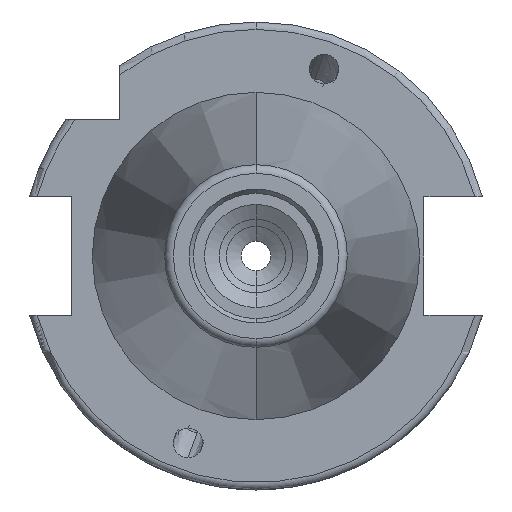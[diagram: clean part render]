
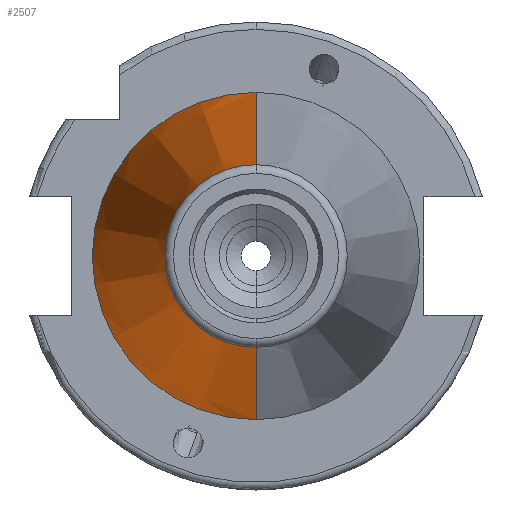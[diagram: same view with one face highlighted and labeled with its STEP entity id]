
A CAD part, left-side view. The second image highlights one B-rep face of the part: STEP entity #2507.
In plain terms, the highlighted conical face has half-angle 8.297 degrees and reference radius 22.225 mm.
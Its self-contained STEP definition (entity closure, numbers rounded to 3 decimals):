
#173 = DIRECTION ( 'NONE',  ( 0., 0., -1. ) ) ;
#216 = CONICAL_SURFACE ( 'NONE', #4276, 22.225, 0.145 ) ;
#323 = VERTEX_POINT ( 'NONE', #2505 ) ;
#334 = FACE_OUTER_BOUND ( 'NONE', #4203, .T. ) ;
#498 = VERTEX_POINT ( 'NONE', #3547 ) ;
#625 = DIRECTION ( 'NONE',  ( -1., 0., 0. ) ) ;
#657 = DIRECTION ( 'NONE',  ( 0.99, 0., -0.144 ) ) ;
#889 = AXIS2_PLACEMENT_3D ( 'NONE', #3062, #625, #3468 ) ;
#1064 = CIRCLE ( 'NONE', #4228, 12.4 ) ;
#1089 = CARTESIAN_POINT ( 'NONE',  ( 0., 0., -22.225 ) ) ;
#1212 = ORIENTED_EDGE ( 'NONE', *, *, #4476, .F. ) ;
#1278 = EDGE_CURVE ( 'NONE', #1633, #3245, #2387, .T. ) ;
#1633 = VERTEX_POINT ( 'NONE', #3342 ) ;
#1641 = LINE ( 'NONE', #2972, #3672 ) ;
#2152 = CARTESIAN_POINT ( 'NONE',  ( -67.373, 0., 0. ) ) ;
#2387 = LINE ( 'NONE', #5136, #3493 ) ;
#2505 = CARTESIAN_POINT ( 'NONE',  ( -67.373, 0., 12.4 ) ) ;
#2507 = ADVANCED_FACE ( 'NONE', ( #334 ), #216, .T. ) ;
#2547 = DIRECTION ( 'NONE',  ( 0., 0., 1. ) ) ;
#2559 = EDGE_CURVE ( 'NONE', #498, #3245, #3463, .T. ) ;
#2580 = ORIENTED_EDGE ( 'NONE', *, *, #3025, .T. ) ;
#2650 = ORIENTED_EDGE ( 'NONE', *, *, #2559, .T. ) ;
#2972 = CARTESIAN_POINT ( 'NONE',  ( 0., 0., 22.225 ) ) ;
#3024 = DIRECTION ( 'NONE',  ( 1., 0., 0. ) ) ;
#3025 = EDGE_CURVE ( 'NONE', #323, #498, #1641, .T. ) ;
#3062 = CARTESIAN_POINT ( 'NONE',  ( 0., 0., 0. ) ) ;
#3245 = VERTEX_POINT ( 'NONE', #1089 ) ;
#3342 = CARTESIAN_POINT ( 'NONE',  ( -67.373, 0., -12.4 ) ) ;
#3463 = CIRCLE ( 'NONE', #889, 22.225 ) ;
#3468 = DIRECTION ( 'NONE',  ( 0., 0., 1. ) ) ;
#3493 = VECTOR ( 'NONE', #657, 1000. ) ;
#3547 = CARTESIAN_POINT ( 'NONE',  ( 0., 0., 22.225 ) ) ;
#3672 = VECTOR ( 'NONE', #3791, 1000. ) ;
#3791 = DIRECTION ( 'NONE',  ( 0.99, 0., 0.144 ) ) ;
#4203 = EDGE_LOOP ( 'NONE', ( #1212, #2580, #2650, #4426 ) ) ;
#4228 = AXIS2_PLACEMENT_3D ( 'NONE', #2152, #5017, #2547 ) ;
#4244 = CARTESIAN_POINT ( 'NONE',  ( 0., 0., 0. ) ) ;
#4276 = AXIS2_PLACEMENT_3D ( 'NONE', #4244, #3024, #173 ) ;
#4426 = ORIENTED_EDGE ( 'NONE', *, *, #1278, .F. ) ;
#4476 = EDGE_CURVE ( 'NONE', #323, #1633, #1064, .T. ) ;
#5017 = DIRECTION ( 'NONE',  ( -1., 0., 0. ) ) ;
#5136 = CARTESIAN_POINT ( 'NONE',  ( 0., 0., -22.225 ) ) ;
